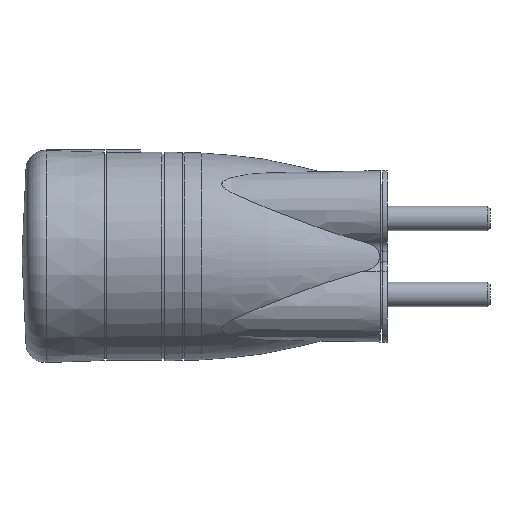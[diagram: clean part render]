
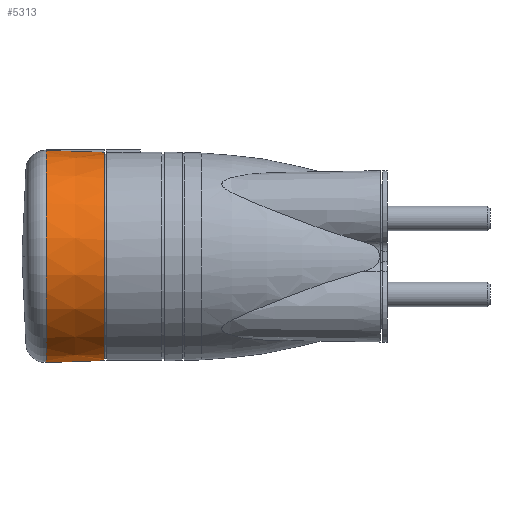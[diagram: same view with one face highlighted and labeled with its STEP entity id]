
A CAD part, left-side view. The second image highlights one B-rep face of the part: STEP entity #5313.
In plain terms, the highlighted conical face has half-angle 2 degrees and reference radius 21.3 mm.
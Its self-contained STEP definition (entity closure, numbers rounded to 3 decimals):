
#414 =( BOUNDED_CURVE ( )  B_SPLINE_CURVE ( 3, ( #2364, #2368, #2369, #2370 ),
 .UNSPECIFIED., .F., .T. ) 
 B_SPLINE_CURVE_WITH_KNOTS ( ( 4, 4 ),
 ( 4.003, 4.025 ),
 .UNSPECIFIED. ) 
 CURVE ( )  GEOMETRIC_REPRESENTATION_ITEM ( )  RATIONAL_B_SPLINE_CURVE ( ( 1., 1., 1., 1. ) ) 
 REPRESENTATION_ITEM ( '' )  );
#547 = VERTEX_POINT ( 'NONE', #3199 ) ;
#610 = VERTEX_POINT ( 'NONE', #3249 ) ;
#628 = VERTEX_POINT ( 'NONE', #3261 ) ;
#666 = VERTEX_POINT ( 'NONE', #3288 ) ;
#1201 = ORIENTED_EDGE ( 'NONE', *, *, #5510, .F. ) ;
#1319 = ORIENTED_EDGE ( 'NONE', *, *, #5503, .T. ) ;
#1320 = ORIENTED_EDGE ( 'NONE', *, *, #5456, .T. ) ;
#1322 = ORIENTED_EDGE ( 'NONE', *, *, #5558, .T. ) ;
#1355 = ORIENTED_EDGE ( 'NONE', *, *, #5555, .F. ) ;
#1386 = ORIENTED_EDGE ( 'NONE', *, *, #5501, .T. ) ;
#1731 = VECTOR ( 'NONE', #2535, 1000. ) ;
#1740 = VECTOR ( 'NONE', #2543, 1000. ) ;
#1744 = CIRCLE ( 'NONE', #1828, 21.716 ) ;
#1828 = AXIS2_PLACEMENT_3D ( 'NONE', #2392, #2393, #2394 ) ;
#1836 = CIRCLE ( 'NONE', #1859, 21.3 ) ;
#1859 = AXIS2_PLACEMENT_3D ( 'NONE', #2361, #2362, #2363 ) ;
#2108 = CARTESIAN_POINT ( 'NONE',  ( 0., 11.9, 0. ) ) ;
#2109 = DIRECTION ( 'NONE',  ( 0., 1., 0. ) ) ;
#2110 = DIRECTION ( 'NONE',  ( 0., 0., 1. ) ) ;
#2361 = CARTESIAN_POINT ( 'NONE',  ( 0., 0., 0. ) ) ;
#2362 = DIRECTION ( 'NONE',  ( 0., 1., 0. ) ) ;
#2363 = DIRECTION ( 'NONE',  ( 0., 0., 1. ) ) ;
#2364 = CARTESIAN_POINT ( 'NONE',  ( -0.575, 0., 21.292 ) ) ;
#2368 = CARTESIAN_POINT ( 'NONE',  ( -0.781, 3.931, 21.424 ) ) ;
#2369 = CARTESIAN_POINT ( 'NONE',  ( -0.989, 7.897, 21.554 ) ) ;
#2370 = CARTESIAN_POINT ( 'NONE',  ( -1.198, 11.9, 21.682 ) ) ;
#2392 = CARTESIAN_POINT ( 'NONE',  ( 0., 11.905, 0. ) ) ;
#2393 = DIRECTION ( 'NONE',  ( 0., 1., 0. ) ) ;
#2394 = DIRECTION ( 'NONE',  ( 0., 0., 1. ) ) ;
#2527 = CARTESIAN_POINT ( 'NONE',  ( 0., 0., -21.3 ) ) ;
#2531 = LINE ( 'NONE', #2527, #1731 ) ;
#2535 = DIRECTION ( 'NONE',  ( 0., 0.999, -0.035 ) ) ;
#2541 = LINE ( 'NONE', #2542, #1740 ) ;
#2542 = CARTESIAN_POINT ( 'NONE',  ( 0., 0., 21.3 ) ) ;
#2543 = DIRECTION ( 'NONE',  ( 0., 0.999, 0.035 ) ) ;
#3027 = VERTEX_POINT ( 'NONE', #3360 ) ;
#3038 = VERTEX_POINT ( 'NONE', #3379 ) ;
#3064 = EDGE_LOOP ( 'NONE', ( #1355, #1386, #1319, #1320, #1322, #1201 ) ) ;
#3199 = CARTESIAN_POINT ( 'NONE',  ( 0., 0., -21.3 ) ) ;
#3249 = CARTESIAN_POINT ( 'NONE',  ( 0., 11.905, 21.716 ) ) ;
#3261 = CARTESIAN_POINT ( 'NONE',  ( 0., 11.9, 21.716 ) ) ;
#3288 = CARTESIAN_POINT ( 'NONE',  ( -0.575, 0., 21.292 ) ) ;
#3360 = CARTESIAN_POINT ( 'NONE',  ( 0., 11.905, -21.716 ) ) ;
#3379 = CARTESIAN_POINT ( 'NONE',  ( -1.198, 11.9, 21.682 ) ) ;
#3630 = DIRECTION ( 'NONE',  ( 0., 1., 0. ) ) ;
#3633 = DIRECTION ( 'NONE',  ( 0., 0., 1. ) ) ;
#3636 = CARTESIAN_POINT ( 'NONE',  ( 0., 0., 0. ) ) ;
#3637 = FACE_OUTER_BOUND ( 'NONE', #3064, .T. ) ;
#4244 = CIRCLE ( 'NONE', #4245, 21.716 ) ;
#4245 = AXIS2_PLACEMENT_3D ( 'NONE', #2108, #2109, #2110 ) ;
#4303 = AXIS2_PLACEMENT_3D ( 'NONE', #3636, #3630, #3633 ) ;
#4387 = CONICAL_SURFACE ( 'NONE', #4303, 21.3, 0.035 ) ;
#5313 = ADVANCED_FACE ( 'CONE_0', ( #3637 ), #4387, .T. ) ;
#5456 = EDGE_CURVE ( 'NONE', #3038, #628, #4244, .T. ) ;
#5501 = EDGE_CURVE ( 'NONE', #547, #666, #1836, .T. ) ;
#5503 = EDGE_CURVE ( 'NONE', #666, #3038, #414, .T. ) ;
#5510 = EDGE_CURVE ( 'NONE', #3027, #610, #1744, .T. ) ;
#5555 = EDGE_CURVE ( 'NONE', #547, #3027, #2531, .T. ) ;
#5558 = EDGE_CURVE ( 'NONE', #628, #610, #2541, .T. ) ;
